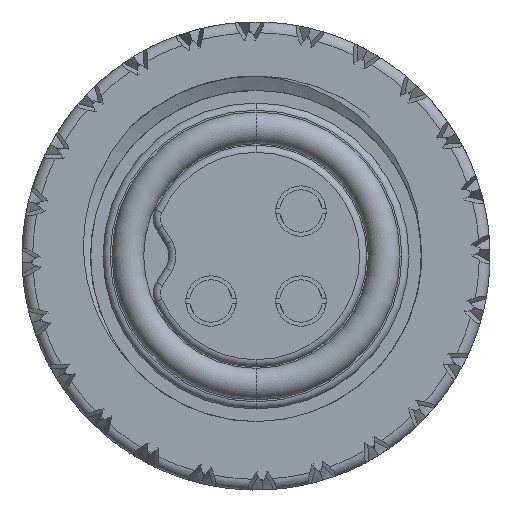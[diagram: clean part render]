
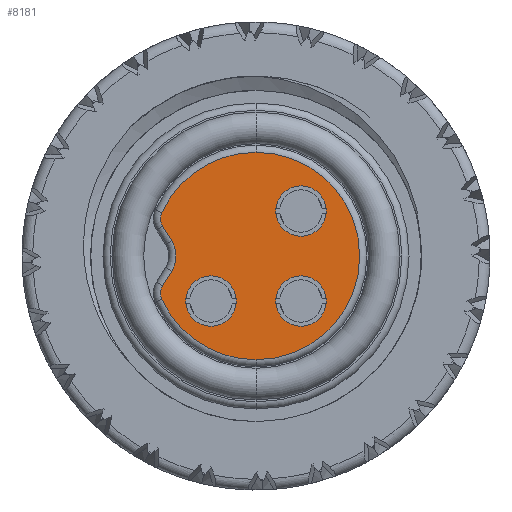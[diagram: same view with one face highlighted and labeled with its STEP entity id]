
A CAD part, left-side view. The second image highlights one B-rep face of the part: STEP entity #8181.
In plain terms, the highlighted planar face has unit normal (-1, 0, 0).
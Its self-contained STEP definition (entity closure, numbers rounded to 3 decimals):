
#335 = CARTESIAN_POINT ( 'NONE',  ( 0., 1.297, -0.415 ) ) ;
#615 = DIRECTION ( 'NONE',  ( -1., 0., 0. ) ) ;
#1466 = EDGE_CURVE ( 'NONE', #15748, #11146, #1796, .T. ) ;
#1728 = ORIENTED_EDGE ( 'NONE', *, *, #30847, .T. ) ;
#1796 = CIRCLE ( 'NONE', #9884, 1.44 ) ;
#1878 = DIRECTION ( 'NONE',  ( 0., 0., -1. ) ) ;
#2096 = LINE ( 'NONE', #28531, #38172 ) ;
#2352 = EDGE_CURVE ( 'NONE', #24703, #35263, #11502, .T. ) ;
#2531 = LINE ( 'NONE', #4399, #32656 ) ;
#4017 = ORIENTED_EDGE ( 'NONE', *, *, #41961, .T. ) ;
#4177 = CARTESIAN_POINT ( 'NONE',  ( 0., 0.625, -0.625 ) ) ;
#4317 = EDGE_CURVE ( 'NONE', #35263, #24703, #8253, .T. ) ;
#4399 = CARTESIAN_POINT ( 'NONE',  ( 0., 1.171, 0.209 ) ) ;
#4847 = AXIS2_PLACEMENT_3D ( 'NONE', #9902, #9757, #13069 ) ;
#4987 = AXIS2_PLACEMENT_3D ( 'NONE', #20658, #20517, #34387 ) ;
#5650 = VERTEX_POINT ( 'NONE', #25834 ) ;
#5694 = ORIENTED_EDGE ( 'NONE', *, *, #44512, .T. ) ;
#5852 = CARTESIAN_POINT ( 'NONE',  ( 0., 1.308, -0.603 ) ) ;
#6332 = EDGE_CURVE ( 'NONE', #11251, #20677, #43782, .T. ) ;
#6445 = AXIS2_PLACEMENT_3D ( 'NONE', #8986, #40166, #8683 ) ;
#6680 = DIRECTION ( 'NONE',  ( 0., 0., 1. ) ) ;
#6983 = DIRECTION ( 'NONE',  ( -1., 0., 0. ) ) ;
#7357 = AXIS2_PLACEMENT_3D ( 'NONE', #4177, #7650, #10978 ) ;
#7489 = ORIENTED_EDGE ( 'NONE', *, *, #19770, .T. ) ;
#7650 = DIRECTION ( 'NONE',  ( -1., 0., 0. ) ) ;
#7672 = DIRECTION ( 'NONE',  ( 0., 0., 1. ) ) ;
#7924 = CARTESIAN_POINT ( 'NONE',  ( 0., 0.625, -0.275 ) ) ;
#8181 = ADVANCED_FACE ( 'NONE', ( #36816, #30310, #22783, #21147 ), #28448, .T. ) ;
#8253 = CIRCLE ( 'NONE', #13113, 0.35 ) ;
#8305 = DIRECTION ( 'NONE',  ( 0., 0., 1. ) ) ;
#8615 = CIRCLE ( 'NONE', #31040, 0.35 ) ;
#8631 = CARTESIAN_POINT ( 'NONE',  ( 0., -0.625, -0.625 ) ) ;
#8683 = DIRECTION ( 'NONE',  ( 0., 0., 1. ) ) ;
#8986 = CARTESIAN_POINT ( 'NONE',  ( 0., 0., 0. ) ) ;
#9757 = DIRECTION ( 'NONE',  ( -1., 0., 0. ) ) ;
#9884 = AXIS2_PLACEMENT_3D ( 'NONE', #38248, #615, #7672 ) ;
#9902 = CARTESIAN_POINT ( 'NONE',  ( 0., 0.625, -0.625 ) ) ;
#9979 = CARTESIAN_POINT ( 'NONE',  ( 0., 1.512, 0. ) ) ;
#10651 = CARTESIAN_POINT ( 'NONE',  ( 0., 0., 1.44 ) ) ;
#10978 = DIRECTION ( 'NONE',  ( 0., 0., -1. ) ) ;
#11146 = VERTEX_POINT ( 'NONE', #27175 ) ;
#11251 = VERTEX_POINT ( 'NONE', #7924 ) ;
#11502 = CIRCLE ( 'NONE', #12209, 0.35 ) ;
#11609 = EDGE_LOOP ( 'NONE', ( #41364, #29032 ) ) ;
#12209 = AXIS2_PLACEMENT_3D ( 'NONE', #22482, #22332, #1878 ) ;
#13069 = DIRECTION ( 'NONE',  ( 0., 0., -1. ) ) ;
#13113 = AXIS2_PLACEMENT_3D ( 'NONE', #37246, #27120, #23647 ) ;
#13482 = ORIENTED_EDGE ( 'NONE', *, *, #23329, .T. ) ;
#13695 = CARTESIAN_POINT ( 'NONE',  ( 0., -0.625, 0.275 ) ) ;
#14039 = EDGE_CURVE ( 'NONE', #30761, #31190, #38199, .T. ) ;
#14350 = CIRCLE ( 'NONE', #37446, 1.44 ) ;
#15748 = VERTEX_POINT ( 'NONE', #10651 ) ;
#16636 = CARTESIAN_POINT ( 'NONE',  ( 0., 0., -1.44 ) ) ;
#18287 = DIRECTION ( 'NONE',  ( 0., 0., 1. ) ) ;
#18798 = VERTEX_POINT ( 'NONE', #16636 ) ;
#18902 = ORIENTED_EDGE ( 'NONE', *, *, #1466, .T. ) ;
#19770 = EDGE_CURVE ( 'NONE', #43039, #18798, #14350, .T. ) ;
#20517 = DIRECTION ( 'NONE',  ( -1., 0., 0. ) ) ;
#20658 = CARTESIAN_POINT ( 'NONE',  ( 0., 1.126, -0.519 ) ) ;
#20677 = VERTEX_POINT ( 'NONE', #24541 ) ;
#20909 = ORIENTED_EDGE ( 'NONE', *, *, #2352, .F. ) ;
#20954 = ORIENTED_EDGE ( 'NONE', *, *, #34006, .F. ) ;
#21147 = FACE_OUTER_BOUND ( 'NONE', #31778, .T. ) ;
#21824 = DIRECTION ( 'NONE',  ( -1., 0., 0. ) ) ;
#22194 = CARTESIAN_POINT ( 'NONE',  ( 0., 1.171, -0.209 ) ) ;
#22293 = DIRECTION ( 'NONE',  ( 0., 0., 1. ) ) ;
#22332 = DIRECTION ( 'NONE',  ( -1., 0., 0. ) ) ;
#22482 = CARTESIAN_POINT ( 'NONE',  ( 0., -0.625, 0.625 ) ) ;
#22506 = DIRECTION ( 'NONE',  ( -1., 0., 0. ) ) ;
#22783 = FACE_BOUND ( 'NONE', #11609, .T. ) ;
#23329 = EDGE_CURVE ( 'NONE', #18798, #15748, #27655, .T. ) ;
#23583 = CARTESIAN_POINT ( 'NONE',  ( 0., 1.297, 0.415 ) ) ;
#23647 = DIRECTION ( 'NONE',  ( 0., 0., -1. ) ) ;
#23973 = AXIS2_PLACEMENT_3D ( 'NONE', #27296, #6983, #6680 ) ;
#24336 = ORIENTED_EDGE ( 'NONE', *, *, #39523, .T. ) ;
#24541 = CARTESIAN_POINT ( 'NONE',  ( 0., 0.625, -0.975 ) ) ;
#24703 = VERTEX_POINT ( 'NONE', #13695 ) ;
#25313 = CARTESIAN_POINT ( 'NONE',  ( 0., -0.625, 0.975 ) ) ;
#25431 = CIRCLE ( 'NONE', #4987, 0.2 ) ;
#25834 = CARTESIAN_POINT ( 'NONE',  ( 0., 1.171, 0.209 ) ) ;
#25950 = AXIS2_PLACEMENT_3D ( 'NONE', #9979, #34043, #30565 ) ;
#26265 = CARTESIAN_POINT ( 'NONE',  ( 0., -0.625, -0.975 ) ) ;
#27120 = DIRECTION ( 'NONE',  ( -1., 0., 0. ) ) ;
#27175 = CARTESIAN_POINT ( 'NONE',  ( 0., 1.308, 0.603 ) ) ;
#27296 = CARTESIAN_POINT ( 'NONE',  ( 0., 1.126, 0.519 ) ) ;
#27655 = CIRCLE ( 'NONE', #6445, 1.44 ) ;
#28448 = PLANE ( 'NONE',  #40301 ) ;
#28531 = CARTESIAN_POINT ( 'NONE',  ( 0., 1.297, -0.415 ) ) ;
#28878 = CARTESIAN_POINT ( 'NONE',  ( 0., 0., 0. ) ) ;
#28934 = CARTESIAN_POINT ( 'NONE',  ( 0., -0.625, -0.625 ) ) ;
#29026 = EDGE_LOOP ( 'NONE', ( #41315, #20954 ) ) ;
#29032 = ORIENTED_EDGE ( 'NONE', *, *, #29430, .F. ) ;
#29430 = EDGE_CURVE ( 'NONE', #31190, #30761, #8615, .T. ) ;
#29441 = EDGE_LOOP ( 'NONE', ( #30591, #20909 ) ) ;
#29666 = VERTEX_POINT ( 'NONE', #335 ) ;
#30310 = FACE_BOUND ( 'NONE', #29026, .T. ) ;
#30443 = ORIENTED_EDGE ( 'NONE', *, *, #33328, .T. ) ;
#30565 = DIRECTION ( 'NONE',  ( 0., 0., 1. ) ) ;
#30591 = ORIENTED_EDGE ( 'NONE', *, *, #4317, .F. ) ;
#30761 = VERTEX_POINT ( 'NONE', #41424 ) ;
#30847 = EDGE_CURVE ( 'NONE', #44412, #29666, #2096, .T. ) ;
#31040 = AXIS2_PLACEMENT_3D ( 'NONE', #8631, #32685, #22293 ) ;
#31190 = VERTEX_POINT ( 'NONE', #26265 ) ;
#31778 = EDGE_LOOP ( 'NONE', ( #7489, #13482, #18902, #4017, #30443, #24336, #1728, #5694 ) ) ;
#31932 = DIRECTION ( 'NONE',  ( 0., -0.522, -0.853 ) ) ;
#32149 = DIRECTION ( 'NONE',  ( 0., 0.522, -0.853 ) ) ;
#32261 = DIRECTION ( 'NONE',  ( -1., 0., 0. ) ) ;
#32538 = CIRCLE ( 'NONE', #23973, 0.2 ) ;
#32656 = VECTOR ( 'NONE', #31932, 1000. ) ;
#32685 = DIRECTION ( 'NONE',  ( -1., 0., 0. ) ) ;
#33328 = EDGE_CURVE ( 'NONE', #38348, #5650, #2531, .T. ) ;
#33336 = DIRECTION ( 'NONE',  ( 0., 0., 1. ) ) ;
#34006 = EDGE_CURVE ( 'NONE', #20677, #11251, #38044, .T. ) ;
#34043 = DIRECTION ( 'NONE',  ( 1., 0., 0. ) ) ;
#34387 = DIRECTION ( 'NONE',  ( 0., 0., 1. ) ) ;
#35263 = VERTEX_POINT ( 'NONE', #25313 ) ;
#36238 = CARTESIAN_POINT ( 'NONE',  ( 0., 0., 0. ) ) ;
#36816 = FACE_BOUND ( 'NONE', #29441, .T. ) ;
#37246 = CARTESIAN_POINT ( 'NONE',  ( 0., -0.625, 0.625 ) ) ;
#37446 = AXIS2_PLACEMENT_3D ( 'NONE', #36238, #22506, #33336 ) ;
#38044 = CIRCLE ( 'NONE', #4847, 0.35 ) ;
#38172 = VECTOR ( 'NONE', #32149, 1000. ) ;
#38199 = CIRCLE ( 'NONE', #43910, 0.35 ) ;
#38248 = CARTESIAN_POINT ( 'NONE',  ( 0., 0., 0. ) ) ;
#38348 = VERTEX_POINT ( 'NONE', #23583 ) ;
#39082 = CIRCLE ( 'NONE', #25950, 0.4 ) ;
#39523 = EDGE_CURVE ( 'NONE', #5650, #44412, #39082, .T. ) ;
#40166 = DIRECTION ( 'NONE',  ( -1., 0., 0. ) ) ;
#40301 = AXIS2_PLACEMENT_3D ( 'NONE', #28878, #21824, #8305 ) ;
#41315 = ORIENTED_EDGE ( 'NONE', *, *, #6332, .F. ) ;
#41364 = ORIENTED_EDGE ( 'NONE', *, *, #14039, .F. ) ;
#41424 = CARTESIAN_POINT ( 'NONE',  ( 0., -0.625, -0.275 ) ) ;
#41961 = EDGE_CURVE ( 'NONE', #11146, #38348, #32538, .T. ) ;
#43039 = VERTEX_POINT ( 'NONE', #5852 ) ;
#43782 = CIRCLE ( 'NONE', #7357, 0.35 ) ;
#43910 = AXIS2_PLACEMENT_3D ( 'NONE', #28934, #32261, #18287 ) ;
#44412 = VERTEX_POINT ( 'NONE', #22194 ) ;
#44512 = EDGE_CURVE ( 'NONE', #29666, #43039, #25431, .T. ) ;
